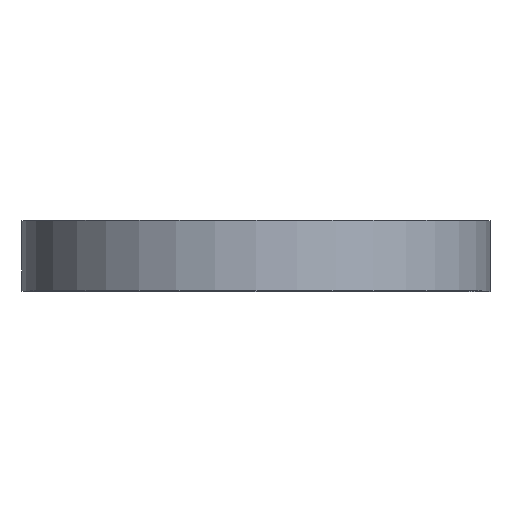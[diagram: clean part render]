
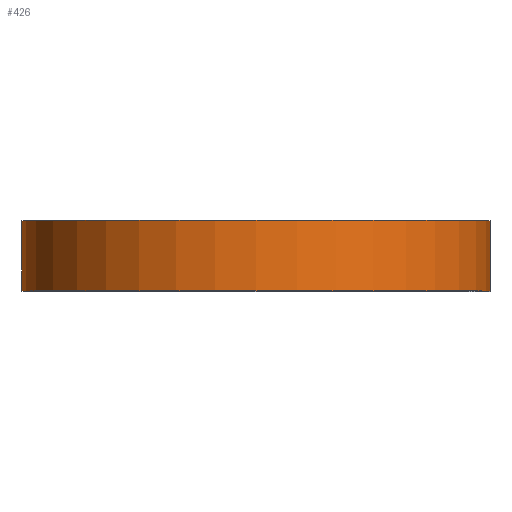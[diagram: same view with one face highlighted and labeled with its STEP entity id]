
A CAD part, top view. The second image highlights one B-rep face of the part: STEP entity #426.
In plain terms, the highlighted cylindrical face has radius 52.807 mm (diameter 105.613 mm), a partial arc.
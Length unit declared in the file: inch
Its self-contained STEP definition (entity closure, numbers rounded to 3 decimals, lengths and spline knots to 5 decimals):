
#8 = VERTEX_POINT ( 'NONE', #31 ) ;
#31 = CARTESIAN_POINT ( 'NONE',  ( 0., -0.3125, -2.079 ) ) ;
#121 = DIRECTION ( 'NONE',  ( 0., -1., 0. ) ) ;
#159 = CARTESIAN_POINT ( 'NONE',  ( 0., 0.3125, -2.079 ) ) ;
#192 = DIRECTION ( 'NONE',  ( 0., 1., 0. ) ) ;
#199 = DIRECTION ( 'NONE',  ( 1., 0., 0. ) ) ;
#233 = ORIENTED_EDGE ( 'NONE', *, *, #587, .F. ) ;
#263 = AXIS2_PLACEMENT_3D ( 'NONE', #475, #474, #465 ) ;
#266 = DIRECTION ( 'NONE',  ( 0., -1., 0. ) ) ;
#312 = FACE_OUTER_BOUND ( 'NONE', #597, .T. ) ;
#327 = CARTESIAN_POINT ( 'NONE',  ( 0., 0.3125, -2.079 ) ) ;
#346 = VERTEX_POINT ( 'NONE', #586 ) ;
#349 = CARTESIAN_POINT ( 'NONE',  ( 0., -0.3125, 0. ) ) ;
#351 = DIRECTION ( 'NONE',  ( 0., 0., -1. ) ) ;
#376 = ORIENTED_EDGE ( 'NONE', *, *, #402, .F. ) ;
#400 = VERTEX_POINT ( 'NONE', #582 ) ;
#401 = AXIS2_PLACEMENT_3D ( 'NONE', #413, #266, #351 ) ;
#402 = EDGE_CURVE ( 'NONE', #400, #346, #620, .T. ) ;
#413 = CARTESIAN_POINT ( 'NONE',  ( 0., 0.3125, 0. ) ) ;
#426 = ADVANCED_FACE ( 'NONE', ( #312 ), #681, .T. ) ;
#433 = EDGE_CURVE ( 'NONE', #648, #8, #647, .T. ) ;
#465 = DIRECTION ( 'NONE',  ( 1., 0., 0. ) ) ;
#474 = DIRECTION ( 'NONE',  ( 0., 1., 0. ) ) ;
#475 = CARTESIAN_POINT ( 'NONE',  ( 0., 0.3125, 0. ) ) ;
#496 = AXIS2_PLACEMENT_3D ( 'NONE', #349, #192, #199 ) ;
#553 = CIRCLE ( 'NONE', #496, 2.079 ) ;
#569 = CARTESIAN_POINT ( 'NONE',  ( 2.079, 0.3125, 0. ) ) ;
#579 = CIRCLE ( 'NONE', #263, 2.079 ) ;
#582 = CARTESIAN_POINT ( 'NONE',  ( 2.079, 0.3125, 0. ) ) ;
#586 = CARTESIAN_POINT ( 'NONE',  ( 2.079, -0.3125, 0. ) ) ;
#587 = EDGE_CURVE ( 'NONE', #648, #400, #579, .T. ) ;
#592 = ORIENTED_EDGE ( 'NONE', *, *, #433, .T. ) ;
#597 = EDGE_LOOP ( 'NONE', ( #706, #376, #233, #592 ) ) ;
#602 = DIRECTION ( 'NONE',  ( 0., -1., 0. ) ) ;
#620 = LINE ( 'NONE', #569, #640 ) ;
#621 = EDGE_CURVE ( 'NONE', #8, #346, #553, .T. ) ;
#640 = VECTOR ( 'NONE', #602, 39.37008 ) ;
#647 = LINE ( 'NONE', #159, #658 ) ;
#648 = VERTEX_POINT ( 'NONE', #327 ) ;
#658 = VECTOR ( 'NONE', #121, 39.37008 ) ;
#681 = CYLINDRICAL_SURFACE ( 'NONE', #401, 2.079 ) ;
#706 = ORIENTED_EDGE ( 'NONE', *, *, #621, .T. ) ;
